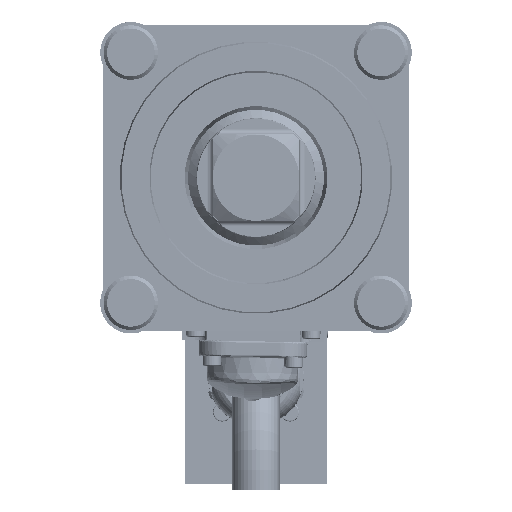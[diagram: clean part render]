
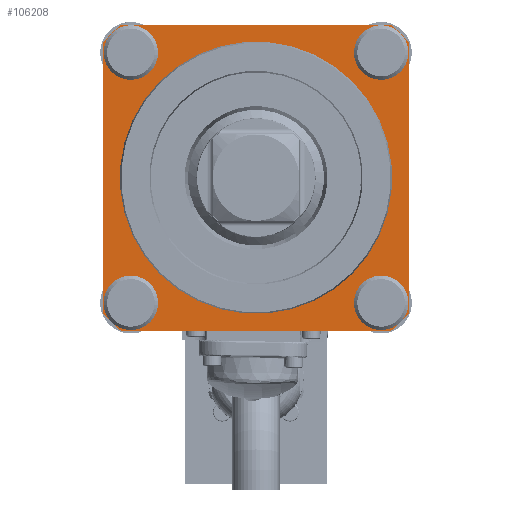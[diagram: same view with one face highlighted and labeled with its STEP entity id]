
A CAD part, left-side view. The second image highlights one B-rep face of the part: STEP entity #106208.
In plain terms, the highlighted planar face has unit normal (-1, 0, 0).
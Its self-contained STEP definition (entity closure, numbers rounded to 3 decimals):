
#3723=FACE_BOUND('',#32636,.T.);
#3724=FACE_BOUND('',#32637,.T.);
#3725=FACE_BOUND('',#32638,.T.);
#3726=FACE_BOUND('',#32639,.T.);
#3727=FACE_BOUND('',#32640,.T.);
#4750=PLANE('',#114231);
#9556=LINE('',#173378,#17571);
#9560=LINE('',#173387,#17575);
#9564=LINE('',#173396,#17579);
#9568=LINE('',#173405,#17583);
#17571=VECTOR('',#130329,7.937);
#17575=VECTOR('',#130335,7.937);
#17579=VECTOR('',#130341,7.937);
#17583=VECTOR('',#130347,7.937);
#26779=FACE_OUTER_BOUND('',#32635,.T.);
#32635=EDGE_LOOP('',(#77551,#77552,#77553,#77554,#77555,#77556,#77557,#77558));
#32636=EDGE_LOOP('',(#77559));
#32637=EDGE_LOOP('',(#77560));
#32638=EDGE_LOOP('',(#77561));
#32639=EDGE_LOOP('',(#77562));
#32640=EDGE_LOOP('',(#77563));
#39287=CIRCLE('',#114232,6.);
#39288=CIRCLE('',#114233,6.);
#39289=CIRCLE('',#114234,6.);
#39290=CIRCLE('',#114235,6.);
#39291=CIRCLE('',#114236,0.5);
#39292=CIRCLE('',#114237,0.5);
#39293=CIRCLE('',#114238,0.5);
#39294=CIRCLE('',#114239,0.5);
#39295=CIRCLE('',#114240,4.);
#45304=VERTEX_POINT('',#173371);
#45307=VERTEX_POINT('',#173376);
#45308=VERTEX_POINT('',#173380);
#45311=VERTEX_POINT('',#173385);
#45312=VERTEX_POINT('',#173389);
#45315=VERTEX_POINT('',#173394);
#45316=VERTEX_POINT('',#173398);
#45319=VERTEX_POINT('',#173403);
#45334=VERTEX_POINT('',#173451);
#45335=VERTEX_POINT('',#173453);
#45336=VERTEX_POINT('',#173455);
#45337=VERTEX_POINT('',#173457);
#45338=VERTEX_POINT('',#173459);
#57464=EDGE_CURVE('',#45307,#45304,#9556,.T.);
#57468=EDGE_CURVE('',#45308,#45311,#9560,.T.);
#57472=EDGE_CURVE('',#45315,#45312,#9564,.T.);
#57476=EDGE_CURVE('',#45316,#45319,#9568,.T.);
#57497=EDGE_CURVE('',#45312,#45319,#39287,.T.);
#57498=EDGE_CURVE('',#45315,#45308,#39288,.T.);
#57499=EDGE_CURVE('',#45304,#45311,#39289,.T.);
#57500=EDGE_CURVE('',#45307,#45316,#39290,.T.);
#57501=EDGE_CURVE('',#45334,#45334,#39291,.T.);
#57502=EDGE_CURVE('',#45335,#45335,#39292,.T.);
#57503=EDGE_CURVE('',#45336,#45336,#39293,.T.);
#57504=EDGE_CURVE('',#45337,#45337,#39294,.T.);
#57505=EDGE_CURVE('',#45338,#45338,#39295,.T.);
#77551=ORIENTED_EDGE('',*,*,#57476,.T.);
#77552=ORIENTED_EDGE('',*,*,#57497,.F.);
#77553=ORIENTED_EDGE('',*,*,#57472,.F.);
#77554=ORIENTED_EDGE('',*,*,#57498,.T.);
#77555=ORIENTED_EDGE('',*,*,#57468,.T.);
#77556=ORIENTED_EDGE('',*,*,#57499,.F.);
#77557=ORIENTED_EDGE('',*,*,#57464,.F.);
#77558=ORIENTED_EDGE('',*,*,#57500,.T.);
#77559=ORIENTED_EDGE('',*,*,#57501,.T.);
#77560=ORIENTED_EDGE('',*,*,#57502,.T.);
#77561=ORIENTED_EDGE('',*,*,#57503,.T.);
#77562=ORIENTED_EDGE('',*,*,#57504,.T.);
#77563=ORIENTED_EDGE('',*,*,#57505,.F.);
#106208=ADVANCED_FACE('',(#26779,#3723,#3724,#3725,#3726,#3727),#4750,.T.);
#114231=AXIS2_PLACEMENT_3D('',#173446,#130396,#130397);
#114232=AXIS2_PLACEMENT_3D('',#173447,#130398,#130399);
#114233=AXIS2_PLACEMENT_3D('',#173448,#130400,#130401);
#114234=AXIS2_PLACEMENT_3D('',#173449,#130402,#130403);
#114235=AXIS2_PLACEMENT_3D('',#173450,#130404,#130405);
#114236=AXIS2_PLACEMENT_3D('',#173452,#130406,#130407);
#114237=AXIS2_PLACEMENT_3D('',#173454,#130408,#130409);
#114238=AXIS2_PLACEMENT_3D('',#173456,#130410,#130411);
#114239=AXIS2_PLACEMENT_3D('',#173458,#130412,#130413);
#114240=AXIS2_PLACEMENT_3D('',#173460,#130414,#130415);
#130329=DIRECTION('',(0.,0.,1.));
#130335=DIRECTION('',(0.,1.,0.));
#130341=DIRECTION('',(0.,0.,-1.));
#130347=DIRECTION('',(0.,-1.,0.));
#130396=DIRECTION('center_axis',(-1.,0.,0.));
#130397=DIRECTION('ref_axis',(0.,0.707,0.707));
#130398=DIRECTION('center_axis',(1.,0.,0.));
#130399=DIRECTION('ref_axis',(0.,-0.75,-0.661));
#130400=DIRECTION('center_axis',(-1.,0.,0.));
#130401=DIRECTION('ref_axis',(0.,-0.75,0.661));
#130402=DIRECTION('center_axis',(1.,0.,0.));
#130403=DIRECTION('ref_axis',(0.,0.75,0.661));
#130404=DIRECTION('center_axis',(-1.,0.,0.));
#130405=DIRECTION('ref_axis',(0.,0.75,-0.661));
#130406=DIRECTION('center_axis',(1.,0.,0.));
#130407=DIRECTION('ref_axis',(0.,-0.707,0.707));
#130408=DIRECTION('center_axis',(1.,0.,0.));
#130409=DIRECTION('ref_axis',(0.,-0.707,0.707));
#130410=DIRECTION('center_axis',(1.,0.,0.));
#130411=DIRECTION('ref_axis',(0.,-0.707,0.707));
#130412=DIRECTION('center_axis',(1.,0.,0.));
#130413=DIRECTION('ref_axis',(0.,-0.707,0.707));
#130414=DIRECTION('center_axis',(-1.,0.,0.));
#130415=DIRECTION('ref_axis',(0.,0.707,-0.707));
#173371=CARTESIAN_POINT('',(3.4,4.5,3.969));
#173376=CARTESIAN_POINT('',(3.4,4.5,-3.969));
#173378=CARTESIAN_POINT('',(3.4,4.5,-3.969));
#173380=CARTESIAN_POINT('',(3.4,-3.969,4.5));
#173385=CARTESIAN_POINT('',(3.4,3.969,4.5));
#173387=CARTESIAN_POINT('',(3.4,-3.969,4.5));
#173389=CARTESIAN_POINT('',(3.4,-4.5,-3.969));
#173394=CARTESIAN_POINT('',(3.4,-4.5,3.969));
#173396=CARTESIAN_POINT('',(3.4,-4.5,3.969));
#173398=CARTESIAN_POINT('',(3.4,3.969,-4.5));
#173403=CARTESIAN_POINT('',(3.4,-3.969,-4.5));
#173405=CARTESIAN_POINT('',(3.4,3.969,-4.5));
#173446=CARTESIAN_POINT('Origin',(3.4,0.,
0.));
#173447=CARTESIAN_POINT('Origin',(3.4,0.,
0.));
#173448=CARTESIAN_POINT('Origin',(3.4,0.,
0.));
#173449=CARTESIAN_POINT('Origin',(3.4,0.,
0.));
#173450=CARTESIAN_POINT('Origin',(3.4,0.,
0.));
#173451=CARTESIAN_POINT('',(3.4,-3.323,3.323));
#173452=CARTESIAN_POINT('Origin',(3.4,-3.677,3.677));
#173453=CARTESIAN_POINT('',(3.4,-3.323,-4.031));
#173454=CARTESIAN_POINT('Origin',(3.4,-3.677,-3.677));
#173455=CARTESIAN_POINT('',(3.4,4.031,-4.031));
#173456=CARTESIAN_POINT('Origin',(3.4,3.677,-3.677));
#173457=CARTESIAN_POINT('',(3.4,4.031,3.323));
#173458=CARTESIAN_POINT('Origin',(3.4,3.677,3.677));
#173459=CARTESIAN_POINT('',(3.4,-2.828,2.828));
#173460=CARTESIAN_POINT('Origin',(3.4,0.,
0.));
